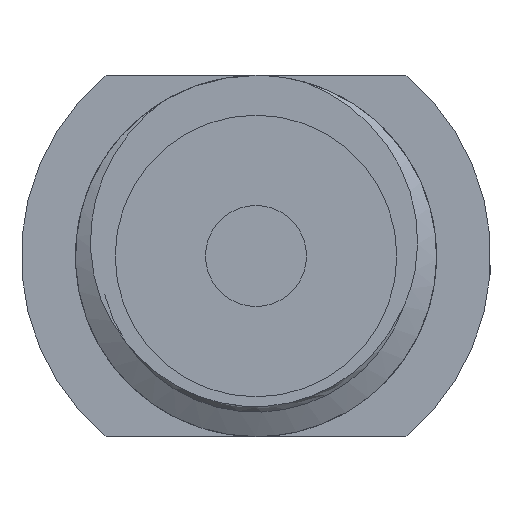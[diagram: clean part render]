
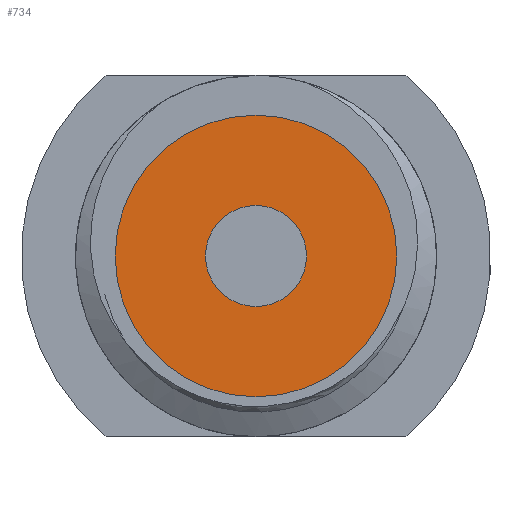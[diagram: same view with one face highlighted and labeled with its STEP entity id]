
A CAD part, left-side view. The second image highlights one B-rep face of the part: STEP entity #734.
In plain terms, the highlighted face is planar.
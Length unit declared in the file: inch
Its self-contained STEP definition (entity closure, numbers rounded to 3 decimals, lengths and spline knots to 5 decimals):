
#15 = DIRECTION ( 'NONE',  ( 0., 1., 0. ) ) ;
#112 = AXIS2_PLACEMENT_3D ( 'NONE', #544, #1502, #1163 ) ;
#156 = DIRECTION ( 'NONE',  ( 0., 0., 1. ) ) ;
#181 = ORIENTED_EDGE ( 'NONE', *, *, #495, .F. ) ;
#189 = CIRCLE ( 'NONE', #112, 0.05512 ) ;
#237 = AXIS2_PLACEMENT_3D ( 'NONE', #311, #1519, #1147 ) ;
#311 = CARTESIAN_POINT ( 'NONE',  ( 0., 0., 0. ) ) ;
#334 = AXIS2_PLACEMENT_3D ( 'NONE', #635, #972, #156 ) ;
#342 = CARTESIAN_POINT ( 'NONE',  ( 0., 0., -0.05512 ) ) ;
#428 = VERTEX_POINT ( 'NONE', #663 ) ;
#435 = CARTESIAN_POINT ( 'NONE',  ( 0., 0., -0.15354 ) ) ;
#463 = AXIS2_PLACEMENT_3D ( 'NONE', #866, #15, #502 ) ;
#495 = EDGE_CURVE ( 'NONE', #912, #1521, #1480, .T. ) ;
#502 = DIRECTION ( 'NONE',  ( 0., 0., -1. ) ) ;
#540 = CIRCLE ( 'NONE', #237, 0.05512 ) ;
#544 = CARTESIAN_POINT ( 'NONE',  ( 0., 0., 0. ) ) ;
#611 = FACE_BOUND ( 'NONE', #746, .T. ) ;
#635 = CARTESIAN_POINT ( 'NONE',  ( 0.15354, 0., 0. ) ) ;
#646 = ORIENTED_EDGE ( 'NONE', *, *, #988, .F. ) ;
#647 = DIRECTION ( 'NONE',  ( 0., 1., 0. ) ) ;
#663 = CARTESIAN_POINT ( 'NONE',  ( 0., 0., 0.05512 ) ) ;
#679 = DIRECTION ( 'NONE',  ( 0., 0., -1. ) ) ;
#689 = CIRCLE ( 'NONE', #463, 0.15354 ) ;
#734 = ADVANCED_FACE ( 'NONE', ( #611, #1106 ), #747, .F. ) ;
#746 = EDGE_LOOP ( 'NONE', ( #646, #1088 ) ) ;
#747 = PLANE ( 'NONE',  #334 ) ;
#786 = EDGE_CURVE ( 'NONE', #1521, #912, #689, .T. ) ;
#841 = EDGE_LOOP ( 'NONE', ( #181, #1024 ) ) ;
#866 = CARTESIAN_POINT ( 'NONE',  ( 0., 0., 0. ) ) ;
#912 = VERTEX_POINT ( 'NONE', #435 ) ;
#951 = EDGE_CURVE ( 'NONE', #1334, #428, #540, .T. ) ;
#966 = AXIS2_PLACEMENT_3D ( 'NONE', #1415, #647, #679 ) ;
#972 = DIRECTION ( 'NONE',  ( 0., 1., 0. ) ) ;
#988 = EDGE_CURVE ( 'NONE', #428, #1334, #189, .T. ) ;
#1024 = ORIENTED_EDGE ( 'NONE', *, *, #786, .F. ) ;
#1088 = ORIENTED_EDGE ( 'NONE', *, *, #951, .F. ) ;
#1106 = FACE_OUTER_BOUND ( 'NONE', #841, .T. ) ;
#1147 = DIRECTION ( 'NONE',  ( 0., 0., -1. ) ) ;
#1163 = DIRECTION ( 'NONE',  ( 0., 0., -1. ) ) ;
#1260 = CARTESIAN_POINT ( 'NONE',  ( 0., 0., 0.15354 ) ) ;
#1334 = VERTEX_POINT ( 'NONE', #342 ) ;
#1415 = CARTESIAN_POINT ( 'NONE',  ( 0., 0., 0. ) ) ;
#1480 = CIRCLE ( 'NONE', #966, 0.15354 ) ;
#1502 = DIRECTION ( 'NONE',  ( 0., -1., 0. ) ) ;
#1519 = DIRECTION ( 'NONE',  ( 0., -1., 0. ) ) ;
#1521 = VERTEX_POINT ( 'NONE', #1260 ) ;
